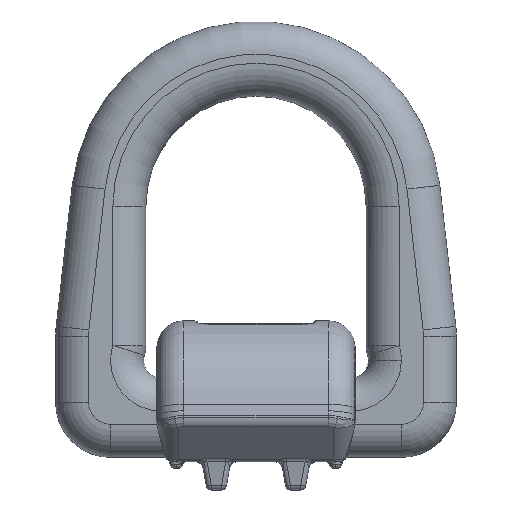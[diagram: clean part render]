
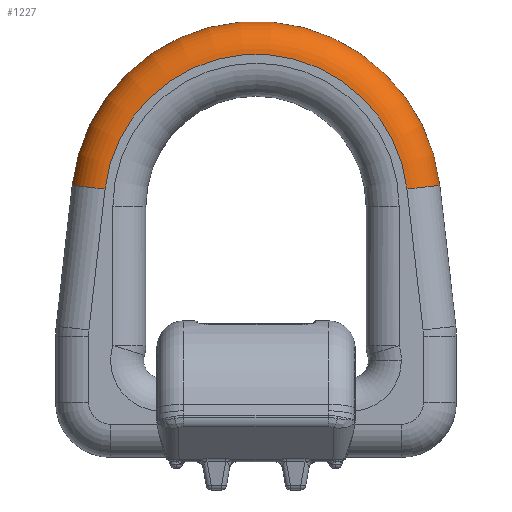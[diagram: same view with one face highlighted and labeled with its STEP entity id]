
A CAD part, top view. The second image highlights one B-rep face of the part: STEP entity #1227.
In plain terms, the highlighted toroidal (fillet/blend) face has major radius 69 mm and minor radius 15 mm.
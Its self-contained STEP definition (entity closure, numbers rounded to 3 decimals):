
#268 = DIRECTION ( 'NONE',  ( 0., 0., 1. ) ) ;
#1142 = CARTESIAN_POINT ( 'NONE',  ( 68.557, 7.804, 18.5 ) ) ;
#1227 = ADVANCED_FACE ( 'NONE', ( #2866 ), #5894, .T. ) ;
#1988 = DIRECTION ( 'NONE',  ( 0., 0., -1. ) ) ;
#2866 = FACE_OUTER_BOUND ( 'NONE', #8594, .T. ) ;
#3152 = CARTESIAN_POINT ( 'NONE',  ( -68.557, 7.804, 18.5 ) ) ;
#3336 = CARTESIAN_POINT ( 'NONE',  ( 68.557, 7.804, 3.5 ) ) ;
#3416 = DIRECTION ( 'NONE',  ( -0.994, -0.113, 0. ) ) ;
#4063 = CARTESIAN_POINT ( 'NONE',  ( 0., 0., 18.5 ) ) ;
#4391 = VERTEX_POINT ( 'NONE', #10415 ) ;
#4634 = DIRECTION ( 'NONE',  ( -0.113, 0.994, 0. ) ) ;
#4682 = CARTESIAN_POINT ( 'NONE',  ( -68.557, 7.804, 3.5 ) ) ;
#5401 = VERTEX_POINT ( 'NONE', #1142 ) ;
#5648 = DIRECTION ( 'NONE',  ( 1., 0., 0. ) ) ;
#5840 = AXIS2_PLACEMENT_3D ( 'NONE', #4063, #268, #12856 ) ;
#5894 = TOROIDAL_SURFACE ( 'NONE', #9433, 69., 15. ) ;
#6036 = CIRCLE ( 'NONE', #15178, 15. ) ;
#6111 = CIRCLE ( 'NONE', #12304, 15. ) ;
#7039 = DIRECTION ( 'NONE',  ( 0., 0., 1. ) ) ;
#7391 = ORIENTED_EDGE ( 'NONE', *, *, #12601, .F. ) ;
#7782 = EDGE_CURVE ( 'NONE', #5401, #8595, #17931, .T. ) ;
#8151 = ORIENTED_EDGE ( 'NONE', *, *, #14375, .T. ) ;
#8594 = EDGE_LOOP ( 'NONE', ( #13774, #7391, #8151, #14569 ) ) ;
#8595 = VERTEX_POINT ( 'NONE', #3152 ) ;
#9016 = CARTESIAN_POINT ( 'NONE',  ( 0., 0., 3.5 ) ) ;
#9182 = DIRECTION ( 'NONE',  ( -0.994, 0.113, 0. ) ) ;
#9433 = AXIS2_PLACEMENT_3D ( 'NONE', #12406, #7039, #5648 ) ;
#9553 = EDGE_CURVE ( 'NONE', #5401, #15165, #6036, .T. ) ;
#10415 = CARTESIAN_POINT ( 'NONE',  ( -83.461, 9.5, 3.5 ) ) ;
#10695 = CARTESIAN_POINT ( 'NONE',  ( 83.461, 9.5, 3.5 ) ) ;
#11889 = DIRECTION ( 'NONE',  ( 1., 0., 0. ) ) ;
#12304 = AXIS2_PLACEMENT_3D ( 'NONE', #4682, #17360, #9182 ) ;
#12406 = CARTESIAN_POINT ( 'NONE',  ( 0., 0., 3.5 ) ) ;
#12601 = EDGE_CURVE ( 'NONE', #4391, #15165, #17797, .T. ) ;
#12856 = DIRECTION ( 'NONE',  ( 1., 0., 0. ) ) ;
#13671 = AXIS2_PLACEMENT_3D ( 'NONE', #9016, #1988, #11889 ) ;
#13774 = ORIENTED_EDGE ( 'NONE', *, *, #9553, .T. ) ;
#14375 = EDGE_CURVE ( 'NONE', #4391, #8595, #6111, .T. ) ;
#14569 = ORIENTED_EDGE ( 'NONE', *, *, #7782, .F. ) ;
#15165 = VERTEX_POINT ( 'NONE', #10695 ) ;
#15178 = AXIS2_PLACEMENT_3D ( 'NONE', #3336, #4634, #3416 ) ;
#17360 = DIRECTION ( 'NONE',  ( 0.113, 0.994, 0. ) ) ;
#17797 = CIRCLE ( 'NONE', #13671, 84. ) ;
#17931 = CIRCLE ( 'NONE', #5840, 69. ) ;
